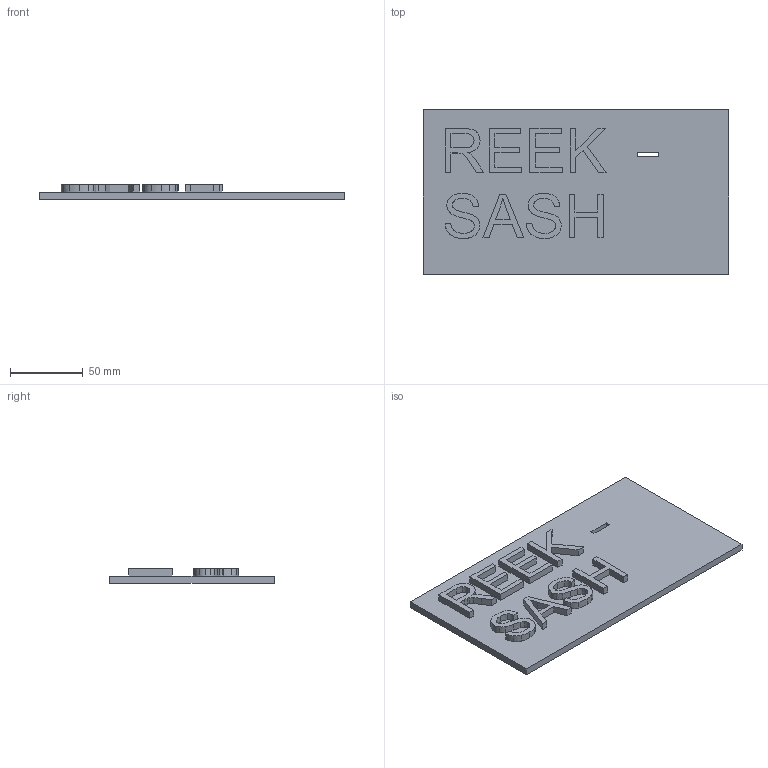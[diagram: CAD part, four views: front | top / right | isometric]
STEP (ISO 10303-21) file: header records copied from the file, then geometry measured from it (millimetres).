
FILE_DESCRIPTION(/* description */ (''),/* implementation_level */ '2;1');
FILE_NAME(/* name */ 'CRANK BOX TOP.step',/* time_stamp */ '2025-12-12T20:40:12+05:30',/* author */ (''),/* organization */ (''),/* preprocessor_version */ 'ST-DEVELOPER v20.1',/* originating_system */ 'Autodesk Translation Framework v14.21.0.0',/* authorisation */ '');
FILE_SCHEMA (('AUTOMOTIVE_DESIGN { 1 0 10303 214 3 1 1 }'));
Length unit declared in the file: millimetre
Products named in the file (1): 2025-12-12-17-51-52-115
Bounding box: 210 x 113 x 10 mm (x, y, z)
Volume: 130445.3 mm3; surface area: 57448.5 mm2
Topology: 1 solids, 1 shells, 178 faces, 498 edges, 332 vertices
Faces by surface type: plane 94, bspline 84
Entity records: 6479 total; most frequent: CARTESIAN_POINT 2437, ORIENTED_EDGE 996, DIRECTION 520, EDGE_CURVE 498, VERTEX_POINT 332, LINE 330, VECTOR 330, EDGE_LOOP 190
